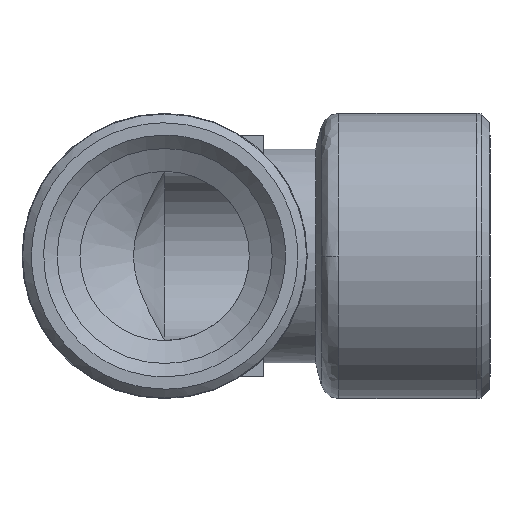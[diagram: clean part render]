
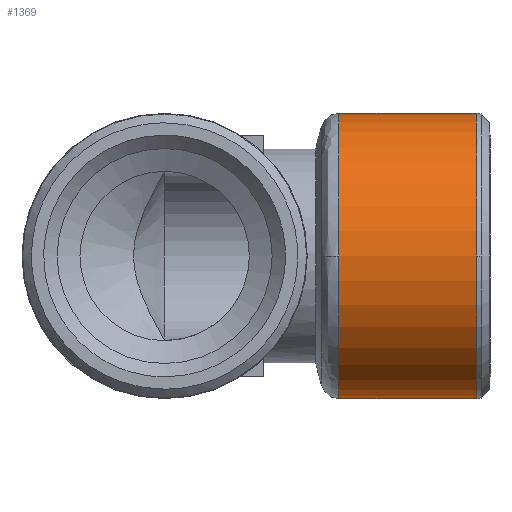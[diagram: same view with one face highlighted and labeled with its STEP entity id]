
A CAD part, front view. The second image highlights one B-rep face of the part: STEP entity #1369.
In plain terms, the highlighted cylindrical face has radius 16 mm (diameter 32 mm), a full revolution.
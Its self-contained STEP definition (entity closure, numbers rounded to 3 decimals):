
#10 = AXIS2_PLACEMENT_3D ( 'NONE', #1432, #1771, #1747 ) ;
#15 = AXIS2_PLACEMENT_3D ( 'NONE', #826, #825, #824 ) ;
#16 = AXIS2_PLACEMENT_3D ( 'NONE', #832, #831, #830 ) ;
#17 = AXIS2_PLACEMENT_3D ( 'NONE', #836, #835, #834 ) ;
#47 = EDGE_CURVE ( 'NONE', #1054, #1160, #1271, .T. ) ;
#48 = EDGE_CURVE ( 'NONE', #1164, #1167, #1272, .T. ) ;
#50 = EDGE_CURVE ( 'NONE', #1160, #1054, #1273, .T. ) ;
#119 = AXIS2_PLACEMENT_3D ( 'NONE', #1567, #1566, #1568 ) ;
#166 = EDGE_CURVE ( 'NONE', #1167, #1164, #1177, .T. ) ;
#824 = DIRECTION ( 'NONE',  ( 0., 0., -1. ) ) ;
#825 = DIRECTION ( 'NONE',  ( 1., 0., 0. ) ) ;
#826 = CARTESIAN_POINT ( 'NONE',  ( 35., 37., 0. ) ) ;
#830 = DIRECTION ( 'NONE',  ( 0., 1., 0. ) ) ;
#831 = DIRECTION ( 'NONE',  ( -1., 0., 0. ) ) ;
#832 = CARTESIAN_POINT ( 'NONE',  ( 19.535, 37., 0. ) ) ;
#834 = DIRECTION ( 'NONE',  ( 0., 0., -1. ) ) ;
#835 = DIRECTION ( 'NONE',  ( 1., 0., 0. ) ) ;
#836 = CARTESIAN_POINT ( 'NONE',  ( 35., 37., 0. ) ) ;
#896 = ORIENTED_EDGE ( 'NONE', *, *, #166, .F. ) ;
#919 = ORIENTED_EDGE ( 'NONE', *, *, #47, .F. ) ;
#941 = EDGE_LOOP ( 'NONE', ( #1313, #919 ) ) ;
#951 = EDGE_LOOP ( 'NONE', ( #1321, #896 ) ) ;
#1054 = VERTEX_POINT ( 'NONE', #1775 ) ;
#1109 = CYLINDRICAL_SURFACE ( 'NONE', #119, 16. ) ;
#1111 = FACE_OUTER_BOUND ( 'NONE', #941, .T. ) ;
#1113 = FACE_OUTER_BOUND ( 'NONE', #951, .T. ) ;
#1160 = VERTEX_POINT ( 'NONE', #1810 ) ;
#1164 = VERTEX_POINT ( 'NONE', #1787 ) ;
#1167 = VERTEX_POINT ( 'NONE', #1786 ) ;
#1177 = CIRCLE ( 'NONE', #10, 16. ) ;
#1271 = CIRCLE ( 'NONE', #17, 16. ) ;
#1272 = CIRCLE ( 'NONE', #16, 16. ) ;
#1273 = CIRCLE ( 'NONE', #15, 16. ) ;
#1313 = ORIENTED_EDGE ( 'NONE', *, *, #50, .F. ) ;
#1321 = ORIENTED_EDGE ( 'NONE', *, *, #48, .F. ) ;
#1369 = ADVANCED_FACE ( 'NONE', ( #1113, #1111 ), #1109, .T. ) ;
#1432 = CARTESIAN_POINT ( 'NONE',  ( 19.535, 37., 0. ) ) ;
#1566 = DIRECTION ( 'NONE',  ( 1., 0., 0. ) ) ;
#1567 = CARTESIAN_POINT ( 'NONE',  ( 19.535, 37., 0. ) ) ;
#1568 = DIRECTION ( 'NONE',  ( 0., 0., -1. ) ) ;
#1747 = DIRECTION ( 'NONE',  ( 0., 1., 0. ) ) ;
#1771 = DIRECTION ( 'NONE',  ( -1., 0., 0. ) ) ;
#1775 = CARTESIAN_POINT ( 'NONE',  ( 35., 21., 0. ) ) ;
#1786 = CARTESIAN_POINT ( 'NONE',  ( 19.535, 21., 0. ) ) ;
#1787 = CARTESIAN_POINT ( 'NONE',  ( 19.535, 53., 0. ) ) ;
#1810 = CARTESIAN_POINT ( 'NONE',  ( 35., 53., 0. ) ) ;
